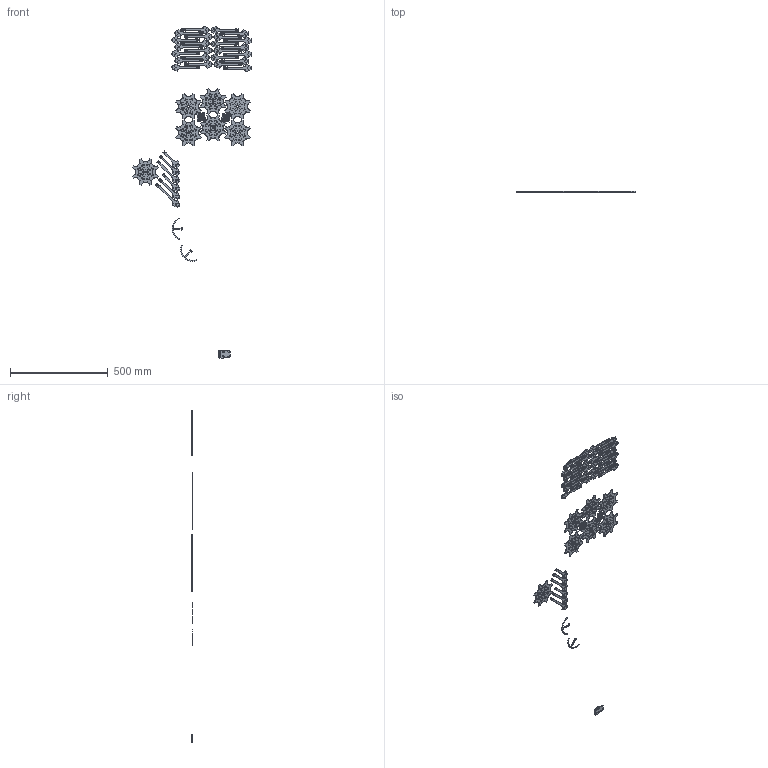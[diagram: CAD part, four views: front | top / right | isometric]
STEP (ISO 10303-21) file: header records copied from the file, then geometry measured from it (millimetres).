
FILE_DESCRIPTION(/* description */ (''),/* implementation_level */ '2;1');
FILE_NAME(/* name */ '',/* time_stamp */ '2024-04-07T14:05:25+08:00',/* author */ (''),/* organization */ (''),/* preprocessor_version */ 'ST-DEVELOPER v20',/* originating_system */ 'Autodesk Translation Framework v12.20.1.177',/* authorisation */ '');
FILE_SCHEMA (('AUTOMOTIVE_DESIGN { 1 0 10303 214 3 1 1 }'));
Products named in the file (1): 八轴4寸
Bounding box: 607.45 x 5 x 1695.75 mm (x, y, z)
Volume: 342222 mm3; surface area: 338382.1 mm2
Topology: 42 solids, 42 shells, 1715 faces, 4899 edges, 3266 vertices
Faces by surface type: cylinder 1272, plane 435, bspline 4, torus 4
Full cylindrical faces by diameter (mm): 1.8 x4, 2 x324, 2.2 x2, 3 x332, 4 x30, 4.2 x2, 4.22 x2, 4.24 x2, 4.26 x2, 4.28 x2, 4.3 x2, 4.32 x2, 4.34 x2, 4.36 x2, 4.38 x2, 4.4 x130, 4.42 x2, 4.44 x2, 4.46 x2, 4.48 x2, 4.5 x2, 4.52 x2, 4.54 x2, 4.56 x2, 4.58 x2, 4.6 x2, 4.62 x2, 4.64 x2, 4.66 x2, 4.68 x2
Entity records: 60969 total; most frequent: DIRECTION 10883, CARTESIAN_POINT 10098, ORIENTED_EDGE 9798, EDGE_CURVE 4899, AXIS2_PLACEMENT_3D 4285, EDGE_LOOP 3471, VERTEX_POINT 3266, CIRCLE 2573
